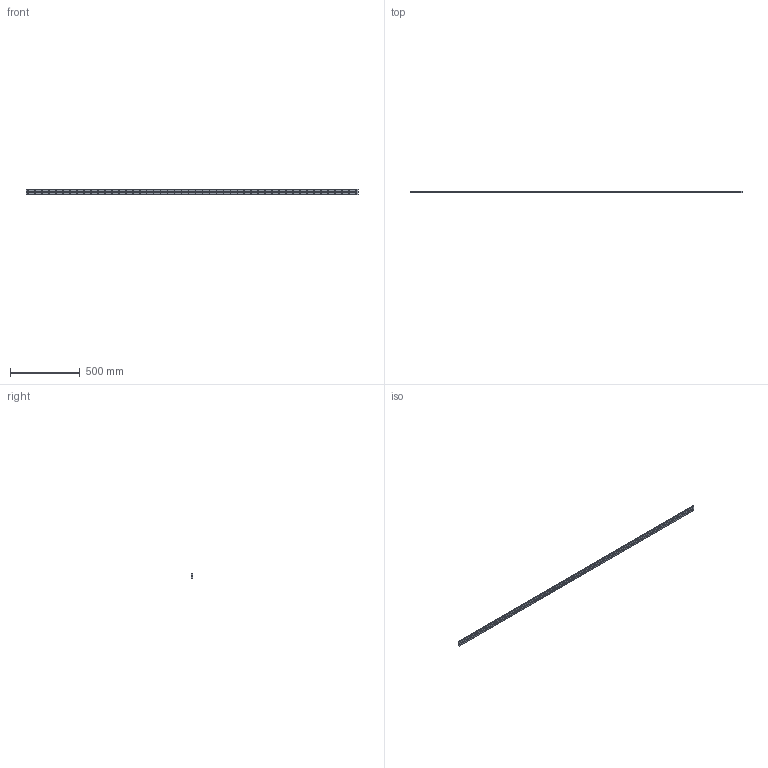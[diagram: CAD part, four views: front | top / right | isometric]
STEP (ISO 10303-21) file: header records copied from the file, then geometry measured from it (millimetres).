
FILE_DESCRIPTION (( 'STEP AP214' ), '1' );
FILE_NAME ('HRW21CA1UU-2380LT_G15_0_B-M6F_1160-6_0_0_0_1.STEP', '2021-07-02T12:34:02', ( '' ), ( '' ), 'SwSTEP 2.0', 'SolidWorks 2021', '' );
FILE_SCHEMA (( 'AUTOMOTIVE_DESIGN' ));
Length unit declared in the file: millimetre
Products named in the file (2): _HRW21CA238015 Track; HRW21CA1UU-2380LT_G15_0_B-M6F_1160-6_0_0_0_1
Assembly tree (1 placements, depth 2):
  HRW21CA1UU-2380LT_G15_0_B-M6F_1160-6_0_0_0_1
    _HRW21CA238015 Track
Bounding box: 2380 x 11 x 37 mm (x, y, z)
Volume: 859216.6 mm3; surface area: 254067.8 mm2
Topology: 1 solids, 1 shells, 538 faces, 1320 edges, 880 vertices
Faces by surface type: cylinder 388, plane 150
Entity records: 16730 total; most frequent: DIRECTION 3180, CARTESIAN_POINT 2742, ORIENTED_EDGE 2640, EDGE_CURVE 1320, AXIS2_PLACEMENT_3D 1318, VERTEX_POINT 880, EDGE_LOOP 826, CIRCLE 776
